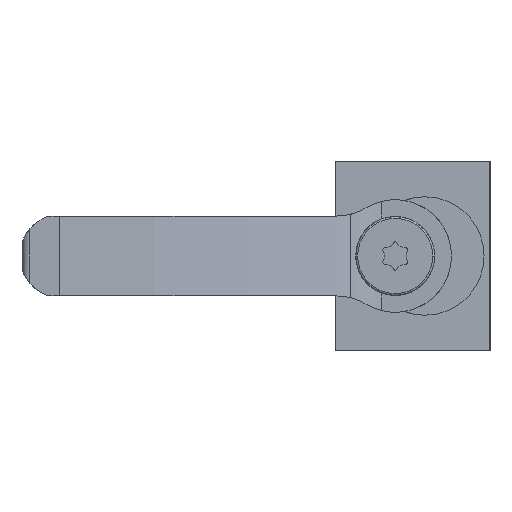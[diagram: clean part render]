
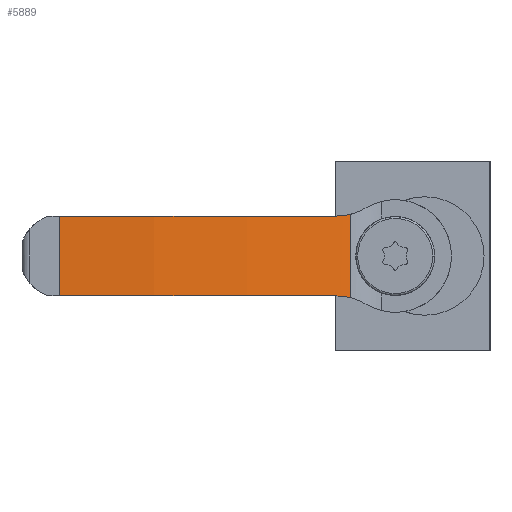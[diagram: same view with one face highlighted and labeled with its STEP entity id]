
A CAD part, left-side view. The second image highlights one B-rep face of the part: STEP entity #5889.
In plain terms, the highlighted cylindrical face has radius 129.305 mm (diameter 258.611 mm), a partial arc.
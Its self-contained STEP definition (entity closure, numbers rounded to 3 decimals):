
#1021=CARTESIAN_POINT('',(-29.165,23.59,-23.022));
#1022=CARTESIAN_POINT('',(-29.267,23.836,
-22.961));
#1023=CARTESIAN_POINT('',(-29.471,24.333,
-22.861));
#1024=CARTESIAN_POINT('',(-29.775,25.088,
-22.77));
#1025=CARTESIAN_POINT('',(-29.975,25.593,-22.75));
#1026=CARTESIAN_POINT('',(-30.074,25.846,-22.75));
#1057=CARTESIAN_POINT('',(90.305,73.055,-22.75));
#1058=DIRECTION('',(0.,0.,1.));
#1059=DIRECTION('',(-1.,-0.003,0.));
#1060=AXIS2_PLACEMENT_3D('',#1057,#1058,#1059);
#1081=CARTESIAN_POINT('',(90.305,73.055,-9.25));
#1082=DIRECTION('',(0.,0.,-1.));
#1083=DIRECTION('',(-0.931,-0.365,0.));
#1084=AXIS2_PLACEMENT_3D('',#1081,#1082,#1083);
#1118=CARTESIAN_POINT('',(-30.074,25.846,-9.25));
#1119=CARTESIAN_POINT('',(-29.975,25.593,-9.25));
#1120=CARTESIAN_POINT('',(-29.775,25.088,
-9.23));
#1121=CARTESIAN_POINT('',(-29.471,24.333,
-9.139));
#1122=CARTESIAN_POINT('',(-29.267,23.836,
-9.039));
#1123=CARTESIAN_POINT('',(-29.165,23.59,-8.978));
#1129=DIRECTION('',(0.,0.,1.));
#1130=VECTOR('',#1129,13.5);
#1131=CARTESIAN_POINT('',(-39.,72.7,-22.75));
#1132=LINE('',#1131,#1130);
#1133=DIRECTION('',(0.,0.,-1.));
#1134=VECTOR('',#1133,14.043);
#1135=CARTESIAN_POINT('',(-29.165,23.59,-8.978));
#1136=LINE('',#1135,#1134);
#3576=CARTESIAN_POINT('',(-30.074,25.846,-9.25));
#3577=VERTEX_POINT('',#3576);
#3578=VERTEX_POINT('',#1123);
#3589=CARTESIAN_POINT('',(-29.165,23.59,-23.022));
#3590=VERTEX_POINT('',#3589);
#3591=VERTEX_POINT('',#1026);
#3596=CARTESIAN_POINT('',(-39.,72.7,-22.75));
#3597=VERTEX_POINT('',#3596);
#3634=CARTESIAN_POINT('',(-39.,72.7,-9.25));
#3635=VERTEX_POINT('',#3634);
#5875=CARTESIAN_POINT('',(90.305,73.055,-23.303));
#5876=DIRECTION('',(0.,0.,1.));
#5877=DIRECTION('',(0.,1.,0.));
#5878=AXIS2_PLACEMENT_3D('',#5875,#5876,#5877);
#5879=CYLINDRICAL_SURFACE('',#5878,129.305);
#5880=ORIENTED_EDGE('',*,*,#5768,.T.);
#5881=ORIENTED_EDGE('',*,*,#5798,.F.);
#5883=ORIENTED_EDGE('',*,*,#5882,.T.);
#5884=ORIENTED_EDGE('',*,*,#5841,.F.);
#5885=ORIENTED_EDGE('',*,*,#5869,.T.);
#5886=ORIENTED_EDGE('',*,*,#5746,.T.);
#5887=EDGE_LOOP('',(#5880,#5881,#5883,#5884,#5885,#5886));
#5888=FACE_OUTER_BOUND('',#5887,.F.);
#5889=ADVANCED_FACE('',(#5888),#5879,.T.);
#1027=B_SPLINE_CURVE_WITH_KNOTS('',3,(#1021,#1022,#1023,#1024,#1025,#1026),
.UNSPECIFIED.,.F.,.F.,(4,1,1,4),(0.,0.333,0.667,1.),
.UNSPECIFIED.);
#1061=CIRCLE('',#1060,129.305);
#1085=CIRCLE('',#1084,129.305);
#1124=B_SPLINE_CURVE_WITH_KNOTS('',3,(#1118,#1119,#1120,#1121,#1122,#1123),
.UNSPECIFIED.,.F.,.F.,(4,1,1,4),(0.,0.333,0.667,1.),
.UNSPECIFIED.);
#5746=EDGE_CURVE('',#3578,#3590,#1136,.T.);
#5768=EDGE_CURVE('',#3590,#3591,#1027,.T.);
#5798=EDGE_CURVE('',#3597,#3591,#1061,.T.);
#5841=EDGE_CURVE('',#3577,#3635,#1085,.T.);
#5869=EDGE_CURVE('',#3577,#3578,#1124,.T.);
#5882=EDGE_CURVE('',#3597,#3635,#1132,.T.);
